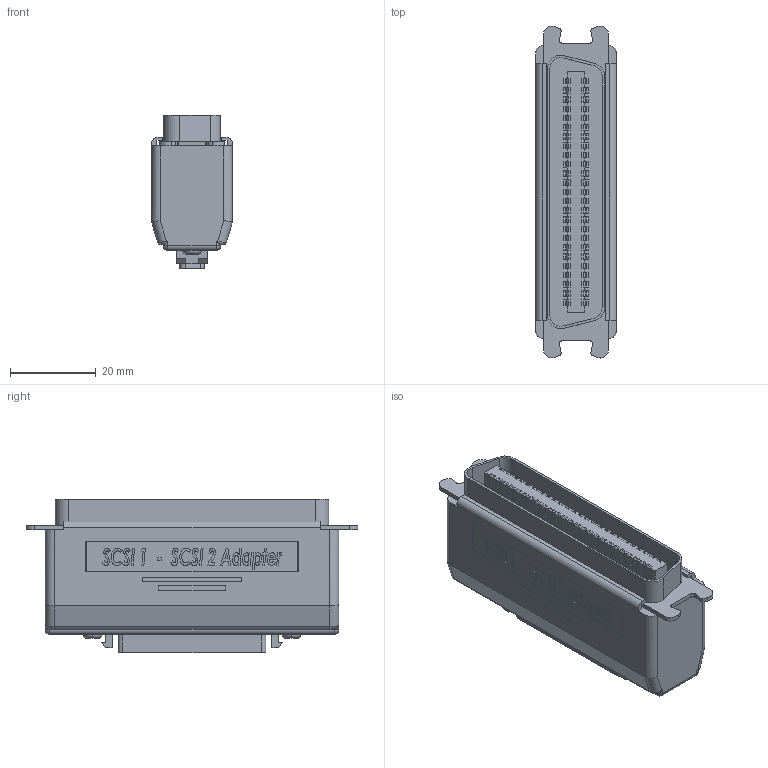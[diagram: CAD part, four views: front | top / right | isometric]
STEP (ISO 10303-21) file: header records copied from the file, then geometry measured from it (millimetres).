
FILE_DESCRIPTION (( 'STEP AP203' ), '1' );
FILE_NAME ('CAA910MF.STEP', '2006-06-30T19:47:32', ( ' ' ), ( ' ' ), 'SwSTEP 2.0', 'SolidWorks 2005354', '' );
FILE_SCHEMA (( 'CONFIG_CONTROL_DESIGN' ));
Products named in the file (9): CAA910MF; CAA910MF-MA5_without dimples; CAA910MF-MA5B_without dimples; CAA910MF-MA3; CAA910MF-MA4_2-56 x .250 PAN HEAD SCREW; 3AB01-069; CAA910MF-MA2; CAA910MF-MA5A; CAA910MF-MA1
Assembly tree (9 placements, depth 3):
  CAA910MF
    CAA910MF-MA2
    CAA910MF-MA1
    CAA910MF-MA4_2-56 x .250 PAN HEAD SCREW  x2
    3AB01-069
    CAA910MF-MA3
    CAA910MF-MA5_without dimples
      CAA910MF-MA5B_without dimples
      CAA910MF-MA5A
Bounding box: 18.92 x 77.61 x 35.79 mm (x, y, z)
Volume: 34595.2 mm3; surface area: 17297.1 mm2
Topology: 8 solids, 8 shells, 1255 faces, 3401 edges, 2250 vertices
Faces by surface type: plane 928, cylinder 178, bspline 133, cone 8, sphere 4, torus 4
Entity records: 49536 total; most frequent: CARTESIAN_POINT 18189, ORIENTED_EDGE 6666, DIRECTION 5601, EDGE_CURVE 3333, LINE 2697, VECTOR 2697, VERTEX_POINT 2206, AXIS2_PLACEMENT_3D 1452
